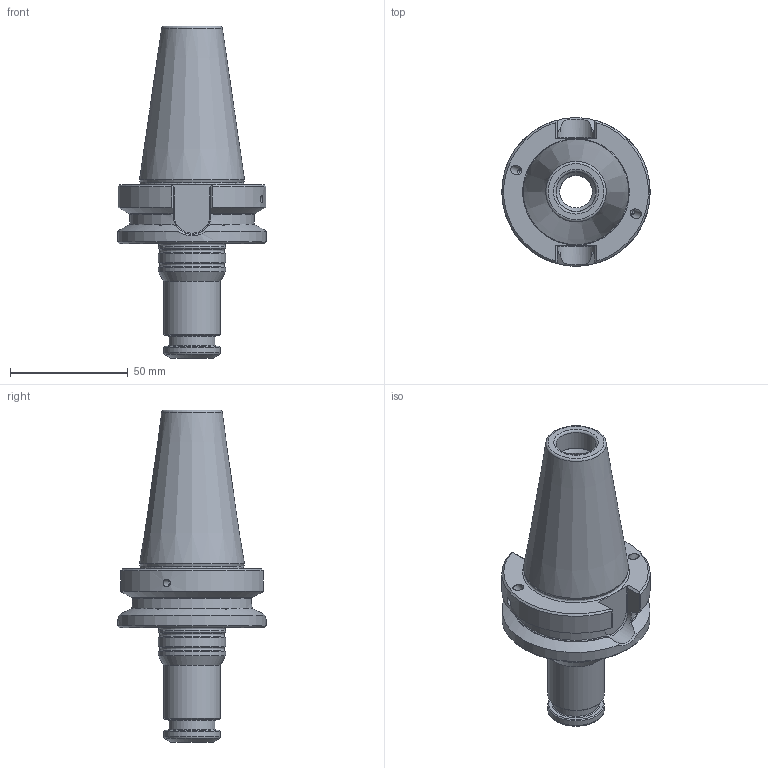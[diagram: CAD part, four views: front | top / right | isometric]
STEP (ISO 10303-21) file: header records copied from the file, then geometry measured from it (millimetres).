
FILE_DESCRIPTION(/* description */ (''),/* implementation_level */ '2;1');
FILE_NAME(/* name */ '414071543.stp',/* time_stamp */ '2021-01-08T12:33:27',/* author */ ('LRA'),/* organization */ ('REGO-FIX'),/* preprocessor_version */ ' Unknown',/* originating_system */ 'SIEMENS PLM Software Solid Edge ST10',/* authorization */ 'Unknown');
FILE_SCHEMA (('AUTOMOTIVE_DESIGN { 1 0 10303 214 2 1 1}'));
Length unit declared in the file: millimetre
Products named in the file (1): NOCUT
Bounding box: 63 x 63 x 140.9 mm (x, y, z)
Volume: 134240.5 mm3; surface area: 29111.9 mm2
Topology: 1 solids, 1 shells, 114 faces, 291 edges, 183 vertices
Faces by surface type: plane 40, cylinder 30, cone 25, torus 17, bspline 2
Full cylindrical faces by diameter (mm): 3.242 x4, 3.9 x2, 13.834 x1, 13.835 x1, 15 x1, 17 x1, 19.5 x1, 24 x2, 28.5 x4, 63 x1
Entity records: 4045 total; most frequent: CARTESIAN_POINT 838, DIRECTION 494, ORIENTED_EDGE 438, EDGE_CURVE 219, AXIS2_PLACEMENT_3D 215, FACE_BOUND 180, EDGE_LOOP 178, VERTEX_POINT 163
